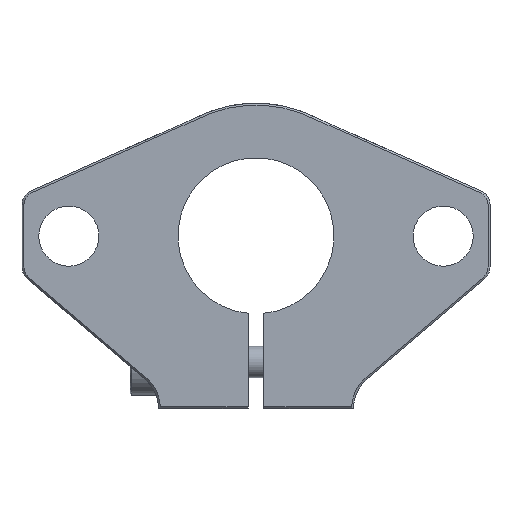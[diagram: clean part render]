
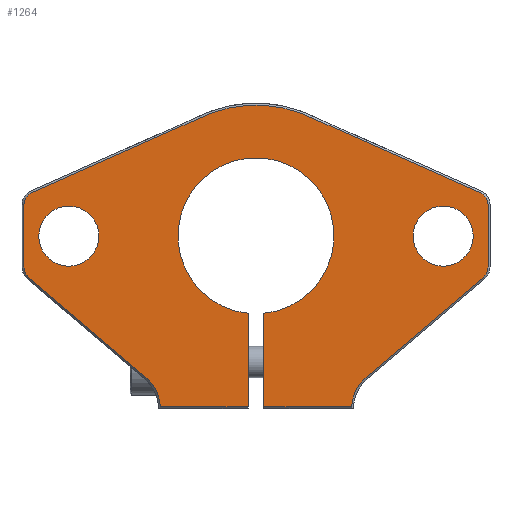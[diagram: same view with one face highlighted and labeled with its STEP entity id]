
A CAD part, front view. The second image highlights one B-rep face of the part: STEP entity #1264.
In plain terms, the highlighted planar face has unit normal (0, -1, 0).
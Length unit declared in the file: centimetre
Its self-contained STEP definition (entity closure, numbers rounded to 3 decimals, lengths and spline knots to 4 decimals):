
#83=VECTOR('',#1932,1.);
#87=VECTOR('',#1943,1.);
#91=VECTOR('',#1954,1.);
#92=VECTOR('',#1962,1.);
#93=VECTOR('',#1970,1.);
#97=VECTOR('',#1981,1.);
#101=VECTOR('',#1992,1.);
#104=VECTOR('',#2002,1.);
#106=VECTOR('',#2005,1.);
#107=VECTOR('',#2008,1.);
#195=LINE('',#1538,#83);
#199=LINE('',#1555,#87);
#203=LINE('',#1567,#91);
#204=LINE('',#1572,#92);
#205=LINE('',#1588,#93);
#209=LINE('',#1606,#97);
#213=LINE('',#1618,#101);
#216=LINE('',#1633,#104);
#218=LINE('',#1636,#106);
#219=LINE('',#1640,#107);
#299=PLANE('',#1373);
#347=VERTEX_POINT('',#1486);
#358=VERTEX_POINT('',#1510);
#365=VERTEX_POINT('',#1529);
#368=VERTEX_POINT('',#1537);
#369=VERTEX_POINT('',#1541);
#371=VERTEX_POINT('',#1548);
#372=VERTEX_POINT('',#1552);
#374=VERTEX_POINT('',#1558);
#376=VERTEX_POINT('',#1564);
#378=VERTEX_POINT('',#1573);
#380=VERTEX_POINT('',#1585);
#381=VERTEX_POINT('',#1589);
#384=VERTEX_POINT('',#1599);
#386=VERTEX_POINT('',#1605);
#388=VERTEX_POINT('',#1611);
#390=VERTEX_POINT('',#1617);
#392=VERTEX_POINT('',#1627);
#394=VERTEX_POINT('',#1632);
#395=VERTEX_POINT('',#1637);
#396=VERTEX_POINT('',#1639);
#456=CIRCLE('',#1330,0.385);
#463=CIRCLE('',#1339,0.385);
#465=CIRCLE('',#1347,0.175);
#467=CIRCLE('',#1351,0.1764);
#468=CIRCLE('',#1354,0.5315);
#471=CIRCLE('',#1359,1.675);
#472=CIRCLE('',#1362,0.175);
#474=CIRCLE('',#1366,0.1764);
#477=CIRCLE('',#1371,0.5315);
#478=CIRCLE('',#1374,1.);
#517=EDGE_CURVE('',#347,#347,#456,.T.);
#528=EDGE_CURVE('',#358,#358,#463,.T.);
#540=EDGE_CURVE('',#368,#365,#195,.T.);
#544=EDGE_CURVE('',#371,#369,#465,.T.);
#547=EDGE_CURVE('',#369,#372,#199,.T.);
#550=EDGE_CURVE('',#372,#374,#467,.T.);
#553=EDGE_CURVE('',#374,#376,#203,.T.);
#554=EDGE_CURVE('',#376,#368,#468,.T.);
#556=EDGE_CURVE('',#378,#371,#204,.T.);
#560=EDGE_CURVE('',#380,#378,#471,.T.);
#561=EDGE_CURVE('',#381,#380,#205,.T.);
#565=EDGE_CURVE('',#384,#381,#472,.T.);
#568=EDGE_CURVE('',#386,#384,#209,.T.);
#571=EDGE_CURVE('',#388,#386,#474,.T.);
#574=EDGE_CURVE('',#390,#388,#213,.T.);
#578=EDGE_CURVE('',#392,#390,#477,.T.);
#580=EDGE_CURVE('',#394,#392,#216,.T.);
#582=EDGE_CURVE('',#394,#395,#218,.T.);
#583=EDGE_CURVE('',#395,#396,#478,.T.);
#584=EDGE_CURVE('',#396,#365,#219,.T.);
#784=ORIENTED_EDGE('',*,*,#540,.F.);
#785=ORIENTED_EDGE('',*,*,#554,.F.);
#786=ORIENTED_EDGE('',*,*,#553,.F.);
#787=ORIENTED_EDGE('',*,*,#550,.F.);
#788=ORIENTED_EDGE('',*,*,#547,.F.);
#789=ORIENTED_EDGE('',*,*,#544,.F.);
#790=ORIENTED_EDGE('',*,*,#556,.F.);
#791=ORIENTED_EDGE('',*,*,#560,.F.);
#792=ORIENTED_EDGE('',*,*,#561,.F.);
#793=ORIENTED_EDGE('',*,*,#565,.F.);
#794=ORIENTED_EDGE('',*,*,#568,.F.);
#795=ORIENTED_EDGE('',*,*,#571,.F.);
#796=ORIENTED_EDGE('',*,*,#574,.F.);
#797=ORIENTED_EDGE('',*,*,#578,.F.);
#798=ORIENTED_EDGE('',*,*,#580,.F.);
#799=ORIENTED_EDGE('',*,*,#582,.T.);
#800=ORIENTED_EDGE('',*,*,#583,.T.);
#801=ORIENTED_EDGE('',*,*,#584,.T.);
#802=ORIENTED_EDGE('',*,*,#528,.T.);
#803=ORIENTED_EDGE('',*,*,#517,.T.);
#1074=EDGE_LOOP('',(#784,#785,#786,#787,#788,#789,#790,#791,#792,#793,#794,
#795,#796,#797,#798,#799,#800,#801));
#1075=EDGE_LOOP('',(#802));
#1076=EDGE_LOOP('',(#803));
#1172=FACE_BOUND('',#1074,.T.);
#1173=FACE_BOUND('',#1075,.T.);
#1174=FACE_BOUND('',#1076,.T.);
#1264=ADVANCED_FACE('',(#1172,#1173,#1174),#299,.F.);
#1330=AXIS2_PLACEMENT_3D('',#1485,#1893,#1894);
#1339=AXIS2_PLACEMENT_3D('',#1509,#1915,#1916);
#1347=AXIS2_PLACEMENT_3D('',#1549,#1938,#1939);
#1351=AXIS2_PLACEMENT_3D('',#1561,#1949,#1950);
#1354=AXIS2_PLACEMENT_3D('',#1569,#1957,#1958);
#1359=AXIS2_PLACEMENT_3D('',#1586,#1967,#1968);
#1362=AXIS2_PLACEMENT_3D('',#1600,#1975,#1976);
#1366=AXIS2_PLACEMENT_3D('',#1612,#1986,#1987);
#1371=AXIS2_PLACEMENT_3D('',#1628,#1998,#1999);
#1373=AXIS2_PLACEMENT_3D('',#1635,#2004,$);
#1374=AXIS2_PLACEMENT_3D('',#1638,#2006,#2007);
#1485=CARTESIAN_POINT('',(2.4,0.,-0.005));
#1486=CARTESIAN_POINT('',(2.785,0.,-0.005));
#1509=CARTESIAN_POINT('',(-2.4,0.,-0.005));
#1510=CARTESIAN_POINT('',(-2.015,0.,-0.005));
#1529=CARTESIAN_POINT('',(0.1,0.,-2.1939));
#1537=CARTESIAN_POINT('',(1.2256,0.,-2.1939));
#1538=CARTESIAN_POINT('',(0.3375,0.,-2.1939));
#1541=CARTESIAN_POINT('',(2.975,0.,0.395));
#1548=CARTESIAN_POINT('',(2.8908,0.,0.5446));
#1549=CARTESIAN_POINT('',(2.8,0.,0.395));
#1552=CARTESIAN_POINT('',(2.975,0.,-0.4));
#1555=CARTESIAN_POINT('',(2.975,0.,-0.1739));
#1558=CARTESIAN_POINT('',(2.913,0.,-0.5343));
#1561=CARTESIAN_POINT('',(2.7986,0.,-0.4));
#1564=CARTESIAN_POINT('',(1.4117,0.,-1.8144));
#1567=CARTESIAN_POINT('',(1.741,0.,-1.5336));
#1569=CARTESIAN_POINT('',(1.7565,0.,-2.2189));
#1572=CARTESIAN_POINT('',(1.2738,0.,1.2635));
#1573=CARTESIAN_POINT('',(0.5887,0.,1.5681));
#1585=CARTESIAN_POINT('',(-0.5887,0.,1.5681));
#1586=CARTESIAN_POINT('',(0.,0.,0.));
#1588=CARTESIAN_POINT('',(-1.2738,0.,1.2635));
#1589=CARTESIAN_POINT('',(-2.8908,0.,0.5446));
#1599=CARTESIAN_POINT('',(-2.975,0.,0.395));
#1600=CARTESIAN_POINT('',(-2.8,0.,0.395));
#1605=CARTESIAN_POINT('',(-2.975,0.,-0.4));
#1606=CARTESIAN_POINT('',(-2.975,0.,-0.1739));
#1611=CARTESIAN_POINT('',(-2.913,0.,-0.5343));
#1612=CARTESIAN_POINT('',(-2.7986,0.,-0.4));
#1617=CARTESIAN_POINT('',(-1.4117,0.,-1.8144));
#1618=CARTESIAN_POINT('',(-1.741,0.,-1.5336));
#1627=CARTESIAN_POINT('',(-1.2256,0.,-2.1939));
#1628=CARTESIAN_POINT('',(-1.7565,0.,-2.2189));
#1632=CARTESIAN_POINT('',(-0.1,0.,-2.1939));
#1633=CARTESIAN_POINT('',(-0.3375,0.,-2.1939));
#1635=CARTESIAN_POINT('',(0.,0.,-0.3453));
#1636=CARTESIAN_POINT('',(-0.1,0.,-2.2189));
#1637=CARTESIAN_POINT('',(-0.1,0.,-0.995));
#1638=CARTESIAN_POINT('',(0.,0.,0.));
#1639=CARTESIAN_POINT('',(0.1,0.,-0.995));
#1640=CARTESIAN_POINT('',(0.1,0.,-0.995));
#1893=DIRECTION('',(0.,1.,0.));
#1894=DIRECTION('',(0.385,0.,0.));
#1915=DIRECTION('',(0.,1.,0.));
#1916=DIRECTION('',(0.385,0.,0.));
#1932=DIRECTION('',(-1.,0.,0.));
#1938=DIRECTION('',(0.,1.,0.));
#1939=DIRECTION('',(0.152,0.,0.086));
#1943=DIRECTION('',(0.,0.,-1.));
#1949=DIRECTION('',(0.,1.,0.));
#1950=DIRECTION('',(0.16,0.,-0.074));
#1954=DIRECTION('',(-0.761,0.,-0.649));
#1957=DIRECTION('',(0.,-1.,0.));
#1958=DIRECTION('',(-0.483,0.,0.223));
#1962=DIRECTION('',(0.914,0.,-0.406));
#1967=DIRECTION('',(0.,1.,0.));
#1968=DIRECTION('',(0.,0.,1.675));
#1970=DIRECTION('',(0.914,0.,0.406));
#1975=DIRECTION('',(0.,1.,0.));
#1976=DIRECTION('',(-0.152,0.,0.086));
#1981=DIRECTION('',(0.,0.,1.));
#1986=DIRECTION('',(0.,1.,0.));
#1987=DIRECTION('',(-0.16,0.,-0.074));
#1992=DIRECTION('',(-0.761,0.,0.649));
#1998=DIRECTION('',(0.,-1.,0.));
#1999=DIRECTION('',(0.483,0.,0.223));
#2002=DIRECTION('',(-1.,0.,0.));
#2004=DIRECTION('',(0.,1.,0.));
#2005=DIRECTION('',(0.,0.,1.));
#2006=DIRECTION('',(0.,1.,0.));
#2007=DIRECTION('',(1.,0.,0.));
#2008=DIRECTION('',(0.,0.,-1.));
